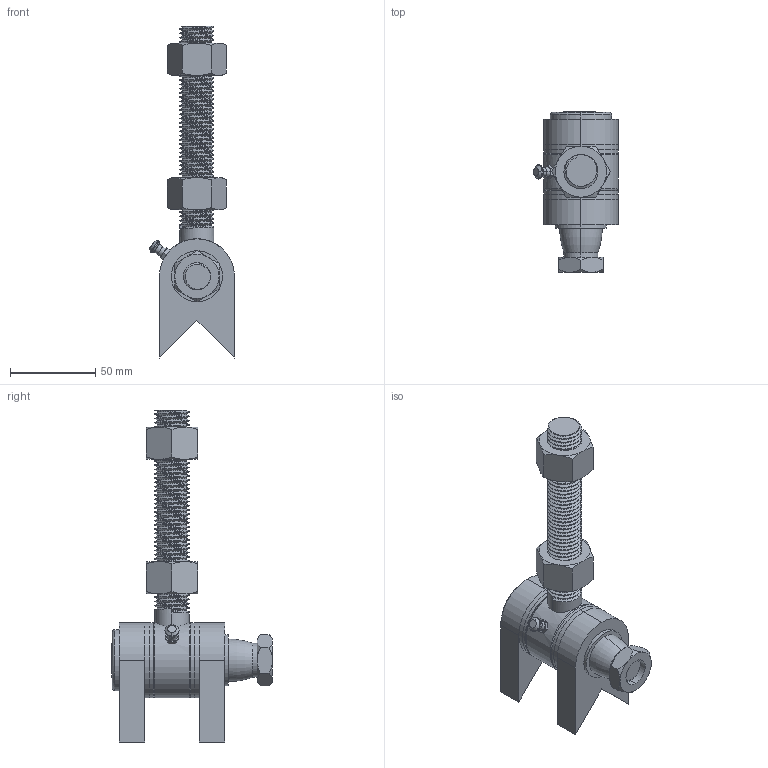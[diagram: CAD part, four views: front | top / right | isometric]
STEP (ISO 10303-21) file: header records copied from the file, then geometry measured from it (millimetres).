
FILE_DESCRIPTION (( 'STEP AP203' ), '1' );
FILE_NAME ('0515S181C.STEP', '2022-09-05T09:29:38', ( '' ), ( '' ), 'SwSTEP 2.0', 'SolidWorks 2020', '' );
FILE_SCHEMA (( 'CONFIG_CONTROL_DESIGN' ));
Length unit declared in the file: millimetre
Products named in the file (12): 0515S181C Part5; hex nut gradec_bsi_BS EN 24034 - M20 - N; 0515S181C Part3; 0515S181C Part6; 0515S181C Part2; 0515S181C Part9; 0515S181C Part4; plain washer form b_bsi_Bright washer BS 4320 - M16 (Form B); 0515S181C; 0515S181C Part7; 0515S181C Part1; 0515S181C Part8
Assembly tree (12 placements, depth 2):
  0515S181C
    0515S181C Part1
    0515S181C Part2
    0515S181C Part3
    0515S181C Part4
    0515S181C Part5
    0515S181C Part6
    0515S181C Part7
    0515S181C Part8
    0515S181C Part9
    plain washer form b_bsi_Bright washer BS 4320 - M16 (Form B)
    hex nut gradec_bsi_BS EN 24034 - M20 - N  x2
Bounding box: 49.83 x 94.5 x 195 mm (x, y, z)
Volume: 190432.8 mm3; surface area: 72152.5 mm2
Topology: 12 solids, 12 shells, 351 faces, 873 edges, 555 vertices
Faces by surface type: cylinder 189, plane 88, cone 50, torus 14, bspline 10
Entity records: 23719 total; most frequent: CARTESIAN_POINT 15408, ORIENTED_EDGE 1626, DIRECTION 1334, EDGE_CURVE 813, VERTEX_POINT 521, AXIS2_PLACEMENT_3D 515, EDGE_LOOP 352, FACE_OUTER_BOUND 323
